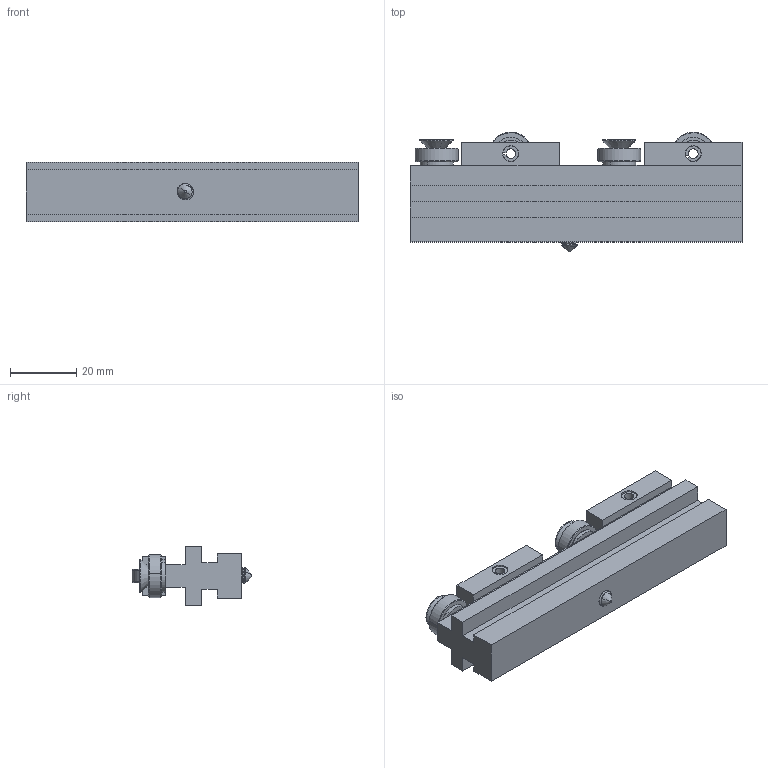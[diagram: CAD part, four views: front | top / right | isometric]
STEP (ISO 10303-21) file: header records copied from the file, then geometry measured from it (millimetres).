
FILE_DESCRIPTION (( 'STEP AP203' ), '1' );
FILE_NAME ('56-300-0.STEP', '2021-11-12T20:49:30', ( '' ), ( '' ), 'SwSTEP 2.0', 'SolidWorks 2021', '' );
FILE_SCHEMA (( 'CONFIG_CONTROL_DESIGN' ));
Length unit declared in the file: millimetre
Products named in the file (7): 98296A904_1050-1095 Spring Steel Slotted Spring Pin (1)_98296A904; 56-300-0; 4668K115_Permanently Lubricated Stainless Steel Ball Bearing_4668K115; 91210A225_Alloy Steel Cone-Point Set Screw_91210A225; STANDARD WASHER_M5SMW-0; LBS - V2.5_Qty. 2; M5 FLAT HEAD CAP SCREW_M5x18FHCS-0
Assembly tree (12 placements, depth 2):
  56-300-0
    LBS - V2.5_Qty. 2
    4668K115_Permanently Lubricated Stainless Steel Ball Bearing_4668K115  x4
    91210A225_Alloy Steel Cone-Point Set Screw_91210A225
    STANDARD WASHER_M5SMW-0  x2
    98296A904_1050-1095 Spring Steel Slotted Spring Pin (1)_98296A904  x2
    M5 FLAT HEAD CAP SCREW_M5x18FHCS-0  x2
Bounding box: 100 x 36.1 x 18 mm (x, y, z)
Volume: 31617.7 mm3; surface area: 19440 mm2
Topology: 76 solids, 76 shells, 466 faces, 1156 edges, 739 vertices
Faces by surface type: cylinder 143, plane 114, sphere 104, cone 78, torus 24, bspline 3
Entity records: 9347 total; most frequent: CARTESIAN_POINT 3604, DIRECTION 1045, ORIENTED_EDGE 964, EDGE_CURVE 482, AXIS2_PLACEMENT_3D 406, VERTEX_POINT 309, EDGE_LOOP 249, VECTOR 233
